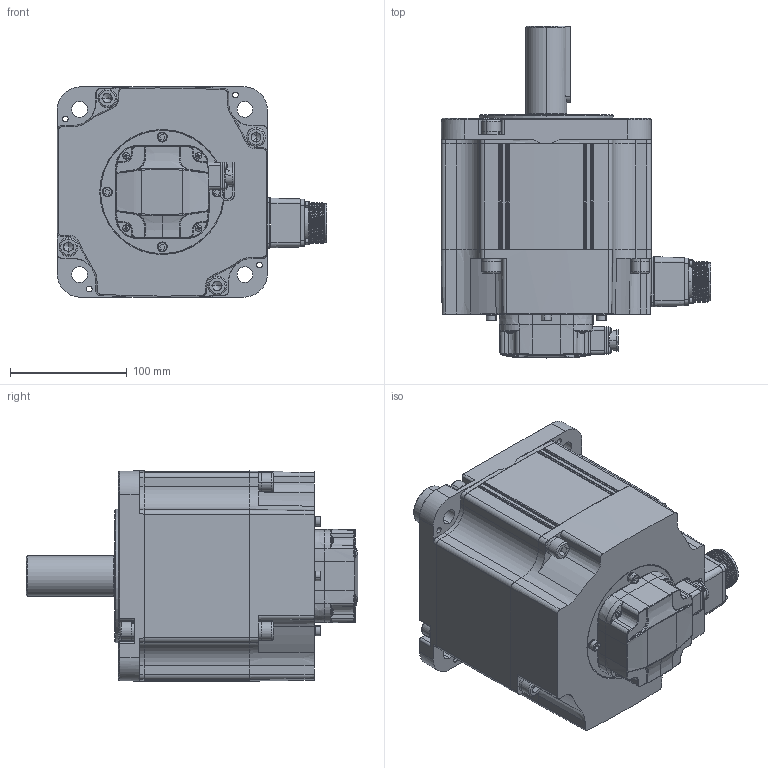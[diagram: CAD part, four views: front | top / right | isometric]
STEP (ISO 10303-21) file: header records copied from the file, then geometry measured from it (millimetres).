
FILE_DESCRIPTION (( 'STEP AP214' ), '1' );
FILE_NAME ('12700000279.STEP', '2021-02-02T10:49:32', ( '' ), ( '' ), 'SwSTEP 2.0', 'SolidWorks 2018', '' );
FILE_SCHEMA (( 'AUTOMOTIVE_DESIGN' ));
Length unit declared in the file: millimetre
Products named in the file (1): 12700000279
Bounding box: 230.9 x 284 x 180 mm (x, y, z)
Surface area: 256018.3 mm2 (no closed solid volume)
Topology: 0 solids, 79 shells, 978 faces, 3950 edges, 2974 vertices
Faces by surface type: cylinder 347, plane 311, cone 140, bspline 83, torus 70, sphere 27
Entity records: 57734 total; most frequent: CARTESIAN_POINT 15576, DIRECTION 6422, ORIENTED_EDGE 5890, EDGE_CURVE 3913, VERTEX_POINT 2972, AXIS2_PLACEMENT_3D 2284, LINE 1854, VECTOR 1854
